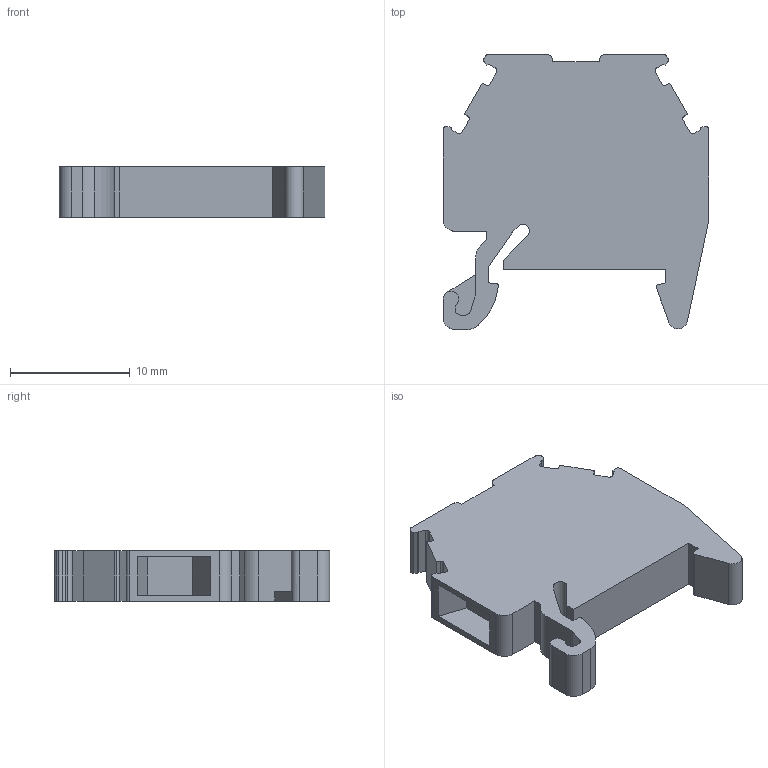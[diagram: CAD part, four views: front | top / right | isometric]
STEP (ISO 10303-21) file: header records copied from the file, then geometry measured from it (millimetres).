
FILE_DESCRIPTION((''),'2;1');
FILE_NAME('UKJ-15MT','2022-10-14T',('Administrator'),(''),'PRO/ENGINEER BY PARAMETRIC TECHNOLOGY CORPORATION, 2013230','PRO/ENGINEER BY PARAMETRIC TECHNOLOGY CORPORATION, 2013230','');
FILE_SCHEMA(('CONFIG_CONTROL_DESIGN'));
Length unit declared in the file: millimetre
Products named in the file (1): UKJ-15MT
Bounding box: 22.2 x 23 x 4.2 mm (x, y, z)
Volume: 1419.2 mm3; surface area: 1370.7 mm2
Topology: 1 solids, 1 shells, 108 faces, 298 edges, 196 vertices
Faces by surface type: plane 67, cylinder 37, cone 4
Entity records: 3471 total; most frequent: CARTESIAN_POINT 602, ORIENTED_EDGE 596, DIRECTION 589, EDGE_CURVE 298, VECTOR 223, LINE 223, VERTEX_POINT 196, AXIS2_PLACEMENT_3D 183
